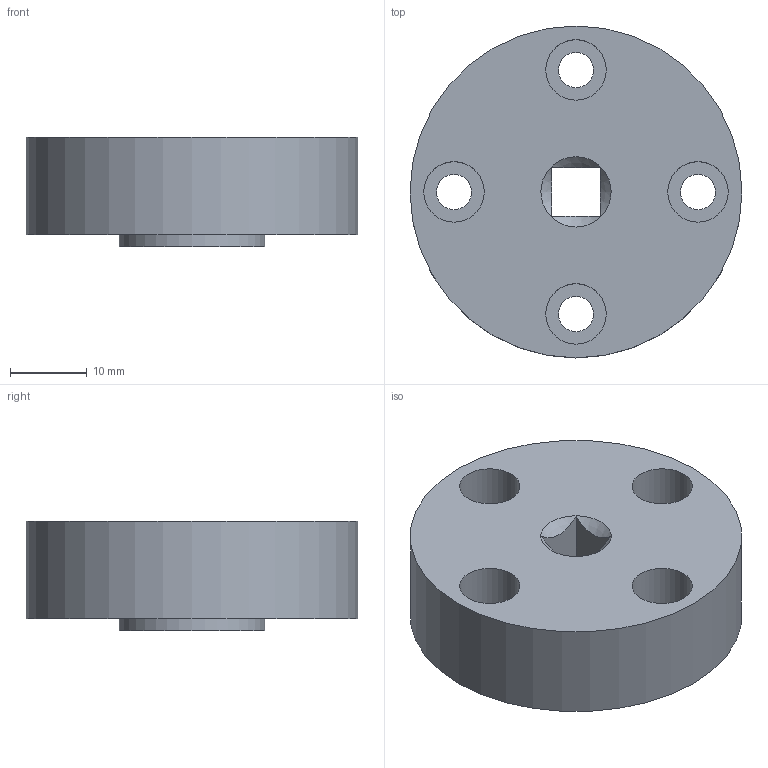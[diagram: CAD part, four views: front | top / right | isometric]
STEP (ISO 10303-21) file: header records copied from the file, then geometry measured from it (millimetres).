
FILE_DESCRIPTION(/* description */ (''),/* implementation_level */ '2;1');
FILE_NAME(/* name */ 'FSH02361.stp',/* time_stamp */ '2015-04-22T09:51:37-07:00',/* author */ ('joon'),/* organization */ (''),/* preprocessor_version */ 'ST-DEVELOPER v15.6',/* originating_system */ 'Autodesk Inventor 2015',/* authorisation */ '');
FILE_SCHEMA (('AUTOMOTIVE_DESIGN { 1 0 10303 214 3 1 1 }'));
Length unit declared in the file: inch
Products named in the file (1): 5 - 1000 IN-OZ F1053
Bounding box: 43.18 x 43.18 x 14.22 mm (x, y, z)
Volume: 16556.8 mm3; surface area: 5945.5 mm2
Topology: 1 solids, 1 shells, 22 faces, 48 edges, 33 vertices
Faces by surface type: plane 11, cylinder 10, cone 1
Full cylindrical faces by diameter (mm): 4.572 x4, 7.874 x4, 18.948 x1, 43.18 x1
Entity records: 600 total; most frequent: CARTESIAN_POINT 109, DIRECTION 96, ORIENTED_EDGE 74, EDGE_LOOP 48, AXIS2_PLACEMENT_3D 44, EDGE_CURVE 37, VERTEX_POINT 33, FACE_BOUND 26
